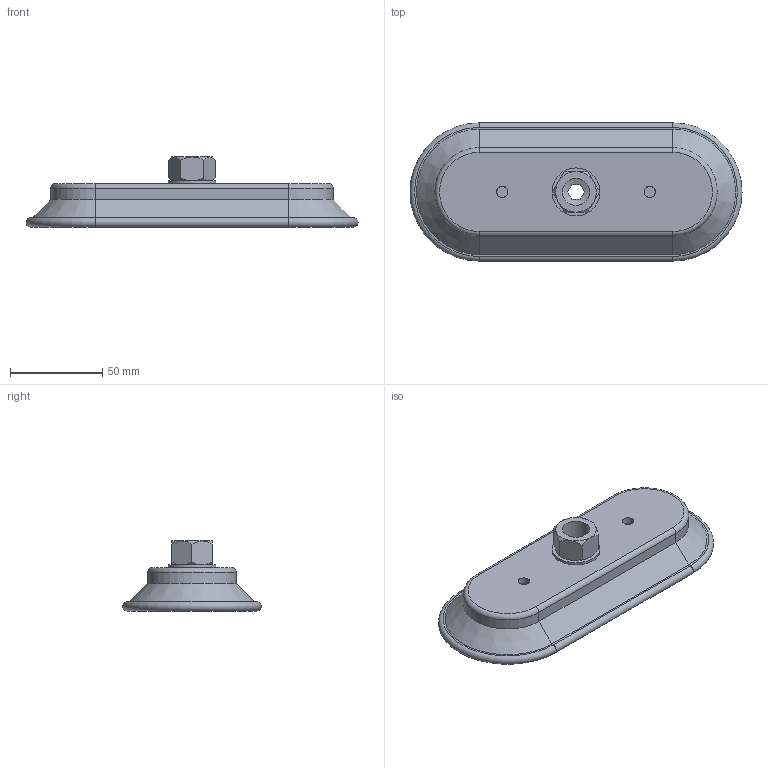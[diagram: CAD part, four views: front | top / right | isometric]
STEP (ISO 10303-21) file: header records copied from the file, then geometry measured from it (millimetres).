
FILE_DESCRIPTION( ( 'Unknown' ), '1' );
FILE_NAME( '0110368.stp', 'Unknown', ( 'Unknown' ), ( 'Unknown' ), 'XStep 1.0', 'Unknown', ' ' );
FILE_SCHEMA( ( 'CONFIG_CONTROL_DESIGN' ) );
Length unit declared in the file: millimetre
Products named in the file (1): 0108278
Bounding box: 180 x 75 x 38 mm (x, y, z)
Volume: 148328 mm3; surface area: 35032.5 mm2
Topology: 1 solids, 1 shells, 102 faces, 246 edges, 156 vertices
Faces by surface type: plane 46, cylinder 33, cone 17, torus 6
Full cylindrical faces by diameter (mm): 6 x2, 6.2 x2, 14.75 x1, 20 x1, 26 x1
Entity records: 3077 total; most frequent: CARTESIAN_POINT 699, DIRECTION 498, ORIENTED_EDGE 464, EDGE_CURVE 232, AXIS2_PLACEMENT_3D 193, VERTEX_POINT 150, EDGE_LOOP 122, LINE 112
